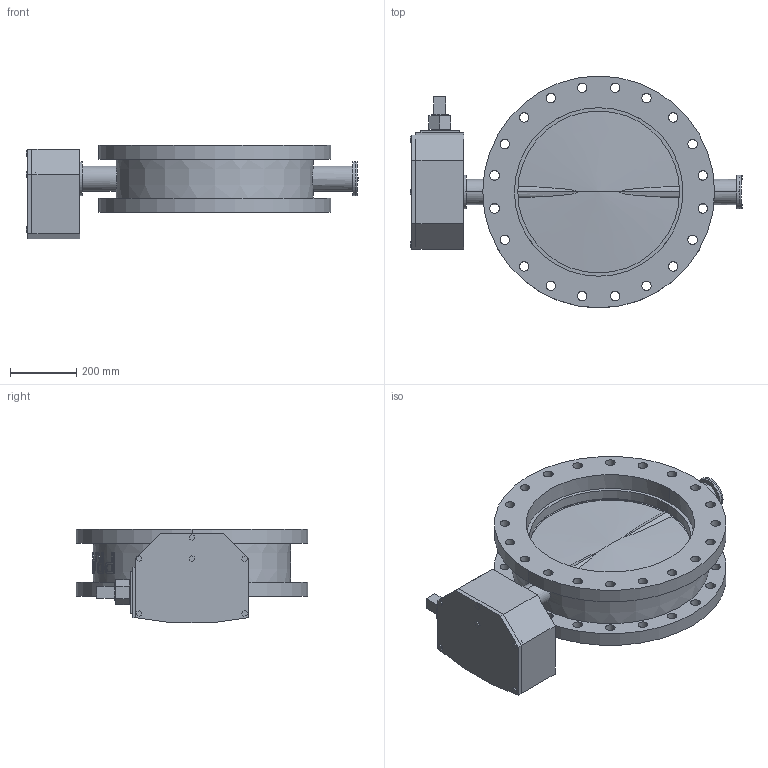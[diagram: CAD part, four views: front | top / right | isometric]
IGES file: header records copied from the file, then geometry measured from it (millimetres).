
Start section: SolidWorks IGES file using analytic representation for surfaces
Global section: file name: 150B-FL-20.IGS; native system: SolidWorks 2014; preprocessor: SolidWorks 2014; author: ekkiuser; date: 170426.134304; units: inch
Bounding box: 1000.25 x 698.5 x 282.98 mm (x, y, z)
Volume: 46470239.8 mm3; surface area: 3053803.9 mm2
Topology: 17 solids, 17 shells, 411 faces, 1009 edges, 656 vertices
Faces by surface type: revolution 212, plane 188, bspline 11
